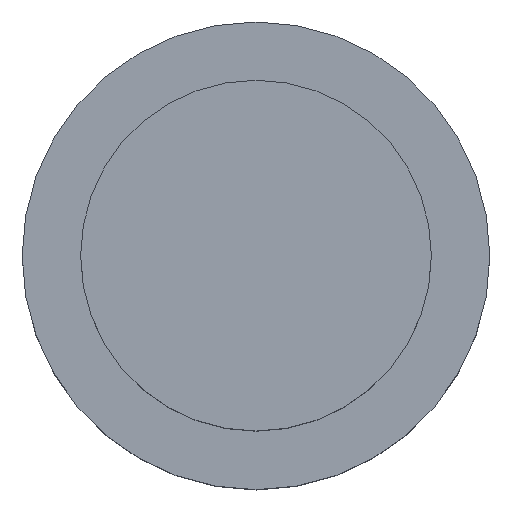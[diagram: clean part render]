
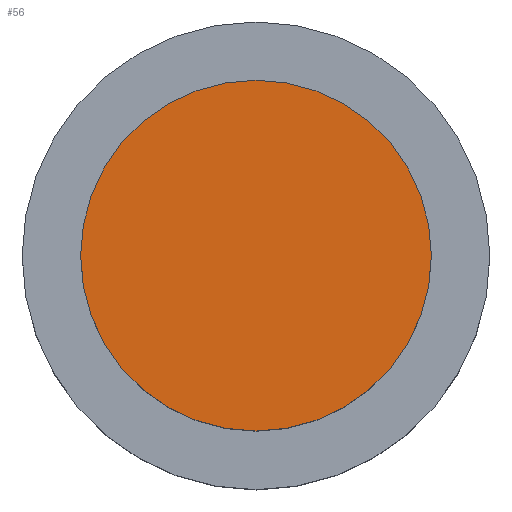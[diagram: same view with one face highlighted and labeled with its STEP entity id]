
A CAD part, top view. The second image highlights one B-rep face of the part: STEP entity #56.
In plain terms, the highlighted planar face has unit normal (0, 0, 1).
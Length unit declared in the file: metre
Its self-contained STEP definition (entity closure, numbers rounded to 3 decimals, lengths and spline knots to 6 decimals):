
#14=PLANE('',#77);
#20=ORIENTED_EDGE('',*,*,#26,.T.);
#26=EDGE_CURVE('',#30,#30,#34,.F.);
#30=VERTEX_POINT('',#112);
#34=CIRCLE('',#78,0.003);
#40=EDGE_LOOP('',(#20));
#48=FACE_BOUND('',#40,.T.);
#56=ADVANCED_FACE('',(#48),#14,.F.);
#77=AXIS2_PLACEMENT_3D('',#110,#94,#95);
#78=AXIS2_PLACEMENT_3D('',#111,#96,#97);
#94=DIRECTION('',(0.,0.,-1.));
#95=DIRECTION('',(0.,-1.,0.));
#96=DIRECTION('',(0.,0.,-1.));
#97=DIRECTION('',(-1.,0.,0.));
#110=CARTESIAN_POINT('',(0.12112,-0.113695,-0.004));
#111=CARTESIAN_POINT('',(0.16347,-0.068,-0.004));
#112=CARTESIAN_POINT('',(0.16047,-0.068,-0.004));
